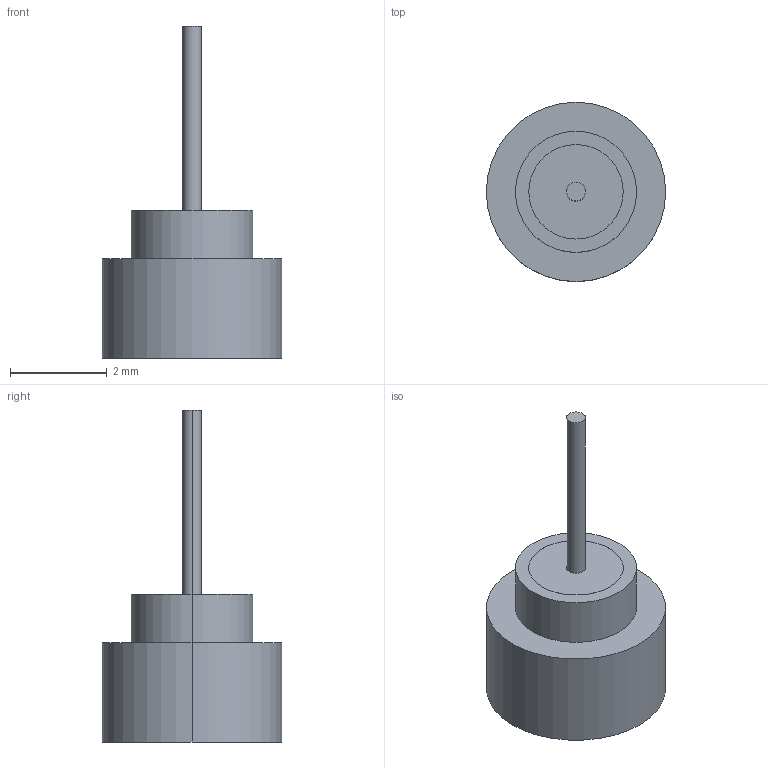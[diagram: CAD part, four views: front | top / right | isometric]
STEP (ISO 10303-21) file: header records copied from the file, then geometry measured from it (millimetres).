
FILE_DESCRIPTION (( 'STEP AP203' ), '1' );
FILE_NAME ('50.STEP', '2020-03-05T02:21:19', ( '' ), ( '' ), 'SwSTEP 2.0', 'SolidWorks 2017', '' );
FILE_SCHEMA (( 'CONFIG_CONTROL_DESIGN' ));
Length unit declared in the file: millimetre
Products named in the file (1): 50
Bounding box: 3.7 x 3.7 x 6.85 mm (x, y, z)
Volume: 13.7 mm3; surface area: 75.8 mm2
Topology: 1 solids, 1 shells, 26 faces, 50 edges, 32 vertices
Faces by surface type: cylinder 14, plane 8, cone 2, torus 2
Entity records: 753 total; most frequent: DIRECTION 138, CARTESIAN_POINT 109, ORIENTED_EDGE 100, AXIS2_PLACEMENT_3D 61, EDGE_CURVE 50, CIRCLE 34, VERTEX_POINT 32, EDGE_LOOP 32
